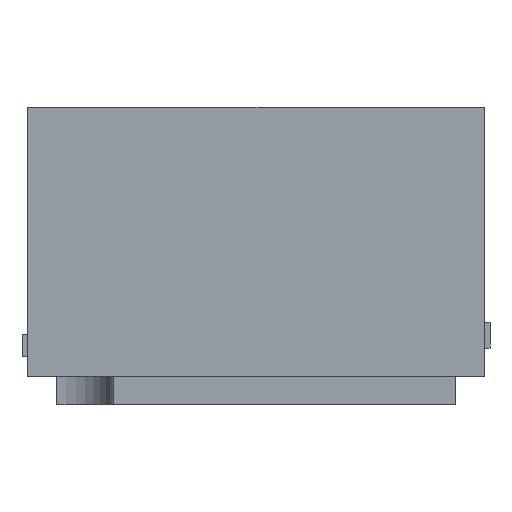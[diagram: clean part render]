
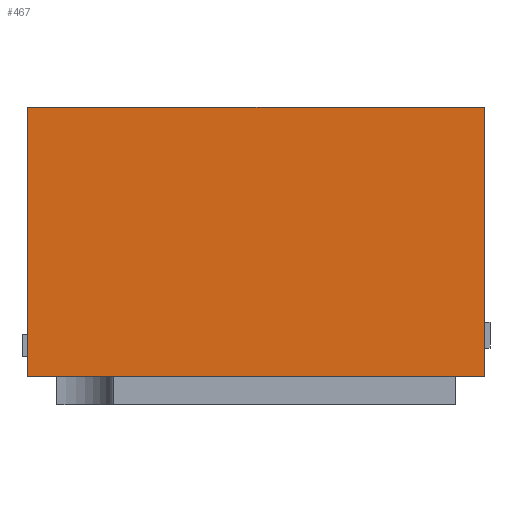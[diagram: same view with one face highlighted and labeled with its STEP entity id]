
A CAD part, left-side view. The second image highlights one B-rep face of the part: STEP entity #467.
In plain terms, the highlighted planar face has unit normal (-1, 0, 0).
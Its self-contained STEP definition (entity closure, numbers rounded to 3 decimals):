
#86 = CARTESIAN_POINT ( 'NONE',  ( -0.7, -0.4, 0.47 ) ) ;
#214 = VERTEX_POINT ( 'NONE', #3283 ) ;
#227 = ORIENTED_EDGE ( 'NONE', *, *, #630, .T. ) ;
#378 = CARTESIAN_POINT ( 'NONE',  ( -0.7, 0.4, 0. ) ) ;
#379 = VECTOR ( 'NONE', #729, 1000. ) ;
#467 = ADVANCED_FACE ( 'NONE', ( #3741 ), #1959, .F. ) ;
#548 = LINE ( 'NONE', #378, #3079 ) ;
#616 = ORIENTED_EDGE ( 'NONE', *, *, #3003, .F. ) ;
#630 = EDGE_CURVE ( 'NONE', #3728, #214, #2824, .T. ) ;
#705 = DIRECTION ( 'NONE',  ( 0., -1., 0. ) ) ;
#729 = DIRECTION ( 'NONE',  ( 0., 0., -1. ) ) ;
#737 = VERTEX_POINT ( 'NONE', #2148 ) ;
#811 = VERTEX_POINT ( 'NONE', #2497 ) ;
#835 = CARTESIAN_POINT ( 'NONE',  ( -0.7, 0.4, 0.47 ) ) ;
#1024 = CARTESIAN_POINT ( 'NONE',  ( -0.7, 0.4, 0.471 ) ) ;
#1218 = LINE ( 'NONE', #86, #379 ) ;
#1229 = EDGE_CURVE ( 'NONE', #3728, #737, #2078, .T. ) ;
#1230 = VECTOR ( 'NONE', #3539, 1000. ) ;
#1420 = EDGE_CURVE ( 'NONE', #214, #811, #548, .T. ) ;
#1660 = CARTESIAN_POINT ( 'NONE',  ( -0.7, 0.4, 0.47 ) ) ;
#1753 = DIRECTION ( 'NONE',  ( 0., 0., -1. ) ) ;
#1959 = PLANE ( 'NONE',  #2609 ) ;
#1972 = DIRECTION ( 'NONE',  ( 0., 0., -1. ) ) ;
#2078 = LINE ( 'NONE', #2260, #1230 ) ;
#2107 = ORIENTED_EDGE ( 'NONE', *, *, #1420, .T. ) ;
#2148 = CARTESIAN_POINT ( 'NONE',  ( -0.7, -0.4, 0.471 ) ) ;
#2260 = CARTESIAN_POINT ( 'NONE',  ( -0.7, 0.4, 0.471 ) ) ;
#2497 = CARTESIAN_POINT ( 'NONE',  ( -0.7, -0.4, 0. ) ) ;
#2609 = AXIS2_PLACEMENT_3D ( 'NONE', #1660, #3893, #1972 ) ;
#2737 = VECTOR ( 'NONE', #1753, 1000. ) ;
#2824 = LINE ( 'NONE', #835, #2737 ) ;
#3003 = EDGE_CURVE ( 'NONE', #737, #811, #1218, .T. ) ;
#3079 = VECTOR ( 'NONE', #705, 1000. ) ;
#3147 = EDGE_LOOP ( 'NONE', ( #2107, #616, #3405, #227 ) ) ;
#3283 = CARTESIAN_POINT ( 'NONE',  ( -0.7, 0.4, 0. ) ) ;
#3405 = ORIENTED_EDGE ( 'NONE', *, *, #1229, .F. ) ;
#3539 = DIRECTION ( 'NONE',  ( 0., -1., 0. ) ) ;
#3728 = VERTEX_POINT ( 'NONE', #1024 ) ;
#3741 = FACE_OUTER_BOUND ( 'NONE', #3147, .T. ) ;
#3893 = DIRECTION ( 'NONE',  ( 1., 0., 0. ) ) ;
